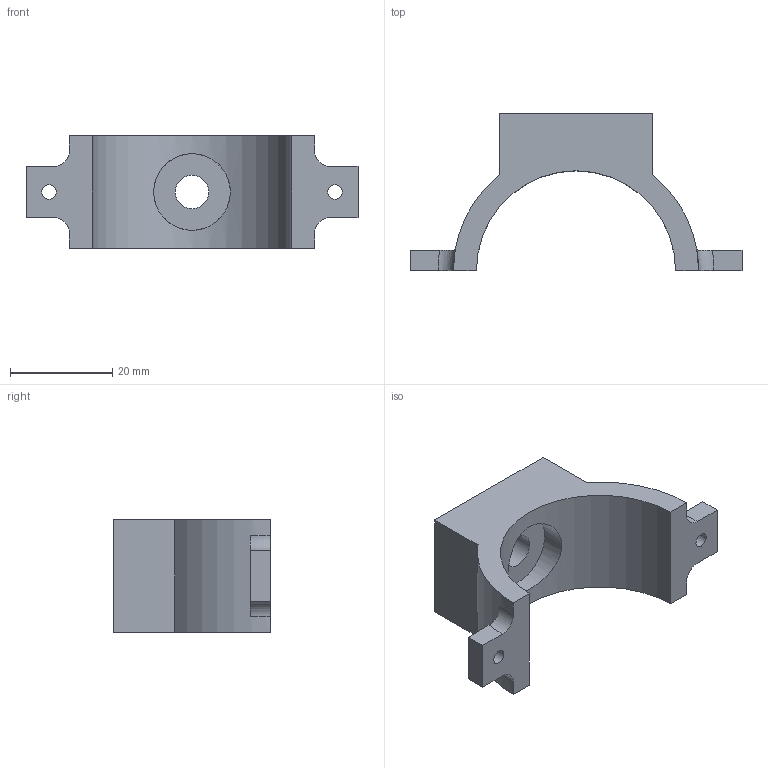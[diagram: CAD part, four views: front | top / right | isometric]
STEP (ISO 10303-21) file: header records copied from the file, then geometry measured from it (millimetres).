
FILE_DESCRIPTION(/* description */ (''),/* implementation_level */ '2;1');
FILE_NAME(/* name */ '',/* time_stamp */ '2023-11-28T16:08:41+08:00',/* author */ (''),/* organization */ (''),/* preprocessor_version */ 'ST-DEVELOPER v20',/* originating_system */ 'Autodesk Translation Framework v12.14.0.127',/* authorisation */ '');
FILE_SCHEMA (('AUTOMOTIVE_DESIGN { 1 0 10303 214 3 1 1 }'));
Length unit declared in the file: millimetre
Products named in the file (2): 无标题; 卡扣1
Assembly tree (1 placements, depth 2):
  无标题
    卡扣1
Bounding box: 65 x 30.73 x 22 mm (x, y, z)
Volume: 12010.1 mm3; surface area: 5639.1 mm2
Topology: 1 solids, 1 shells, 41 faces, 108 edges, 72 vertices
Faces by surface type: plane 30, cylinder 7, torus 4
Full cylindrical faces by diameter (mm): 2.8 x2, 6.6 x1, 15 x1
Entity records: 1391 total; most frequent: CARTESIAN_POINT 293, ORIENTED_EDGE 216, DIRECTION 216, EDGE_CURVE 108, LINE 78, VECTOR 78, VERTEX_POINT 72, AXIS2_PLACEMENT_3D 69
